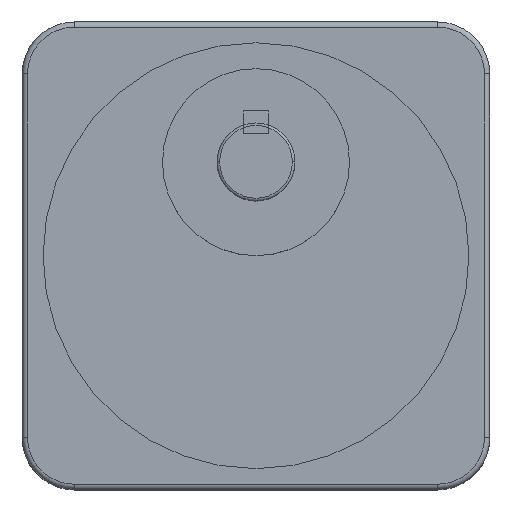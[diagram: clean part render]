
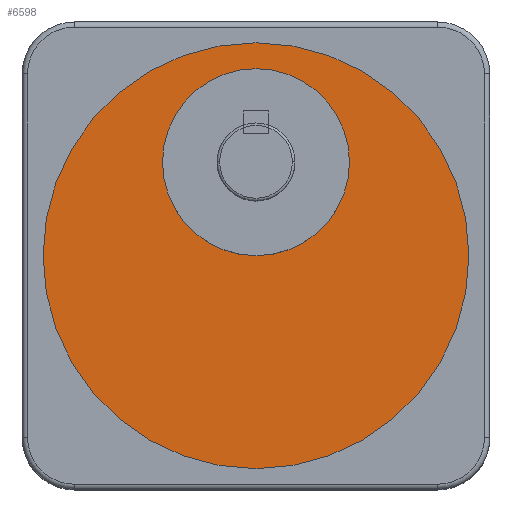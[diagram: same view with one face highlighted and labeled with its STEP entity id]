
A CAD part, top view. The second image highlights one B-rep face of the part: STEP entity #6598.
In plain terms, the highlighted planar face has unit normal (0, 0, 1).
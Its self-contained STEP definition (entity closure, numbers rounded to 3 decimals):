
#237 = ORIENTED_EDGE ( 'NONE', *, *, #2256, .F. ) ;
#603 = CIRCLE ( 'NONE', #1010, 41. ) ;
#716 = CIRCLE ( 'NONE', #8301, 18. ) ;
#828 = DIRECTION ( 'NONE',  ( 0., 0., 1. ) ) ;
#1010 = AXIS2_PLACEMENT_3D ( 'NONE', #2072, #6586, #2153 ) ;
#1326 = DIRECTION ( 'NONE',  ( 0., 0., 1. ) ) ;
#1370 = CARTESIAN_POINT ( 'NONE',  ( 0., 18., 64.5 ) ) ;
#1388 = CARTESIAN_POINT ( 'NONE',  ( 0., 0., 64.5 ) ) ;
#1911 = ORIENTED_EDGE ( 'NONE', *, *, #3577, .T. ) ;
#1954 = EDGE_CURVE ( 'NONE', #5879, #5705, #7355, .T. ) ;
#1981 = DIRECTION ( 'NONE',  ( 1., 0., 0. ) ) ;
#2072 = CARTESIAN_POINT ( 'NONE',  ( 0., 0., 64.5 ) ) ;
#2131 = CARTESIAN_POINT ( 'NONE',  ( -18., 18., 64.5 ) ) ;
#2140 = PLANE ( 'NONE',  #5719 ) ;
#2153 = DIRECTION ( 'NONE',  ( 1., 0., 0. ) ) ;
#2199 = EDGE_LOOP ( 'NONE', ( #3477, #237 ) ) ;
#2256 = EDGE_CURVE ( 'NONE', #6768, #4905, #716, .T. ) ;
#2693 = DIRECTION ( 'NONE',  ( 1., 0., 0. ) ) ;
#3173 = DIRECTION ( 'NONE',  ( 1., 0., 0. ) ) ;
#3432 = CARTESIAN_POINT ( 'NONE',  ( 41., 0., 64.5 ) ) ;
#3477 = ORIENTED_EDGE ( 'NONE', *, *, #6304, .F. ) ;
#3577 = EDGE_CURVE ( 'NONE', #5705, #5879, #603, .T. ) ;
#3689 = ORIENTED_EDGE ( 'NONE', *, *, #1954, .T. ) ;
#3961 = DIRECTION ( 'NONE',  ( 0., 0., 1. ) ) ;
#3969 = DIRECTION ( 'NONE',  ( 1., 0., 0. ) ) ;
#4080 = CARTESIAN_POINT ( 'NONE',  ( 0., 0., 64.5 ) ) ;
#4596 = EDGE_LOOP ( 'NONE', ( #1911, #3689 ) ) ;
#4768 = DIRECTION ( 'NONE',  ( 0., 0., 1. ) ) ;
#4905 = VERTEX_POINT ( 'NONE', #2131 ) ;
#4971 = CARTESIAN_POINT ( 'NONE',  ( 18., 18., 64.5 ) ) ;
#5426 = CARTESIAN_POINT ( 'NONE',  ( 0., 18., 64.5 ) ) ;
#5490 = CARTESIAN_POINT ( 'NONE',  ( -41., 0., 64.5 ) ) ;
#5705 = VERTEX_POINT ( 'NONE', #3432 ) ;
#5719 = AXIS2_PLACEMENT_3D ( 'NONE', #1388, #828, #2693 ) ;
#5879 = VERTEX_POINT ( 'NONE', #5490 ) ;
#6007 = CIRCLE ( 'NONE', #6809, 18. ) ;
#6304 = EDGE_CURVE ( 'NONE', #4905, #6768, #6007, .T. ) ;
#6586 = DIRECTION ( 'NONE',  ( 0., 0., 1. ) ) ;
#6598 = ADVANCED_FACE ( 'NONE', ( #7287, #7879 ), #2140, .T. ) ;
#6768 = VERTEX_POINT ( 'NONE', #4971 ) ;
#6809 = AXIS2_PLACEMENT_3D ( 'NONE', #5426, #4768, #3969 ) ;
#7228 = AXIS2_PLACEMENT_3D ( 'NONE', #4080, #3961, #1981 ) ;
#7287 = FACE_BOUND ( 'NONE', #2199, .T. ) ;
#7355 = CIRCLE ( 'NONE', #7228, 41. ) ;
#7879 = FACE_OUTER_BOUND ( 'NONE', #4596, .T. ) ;
#8301 = AXIS2_PLACEMENT_3D ( 'NONE', #1370, #1326, #3173 ) ;
